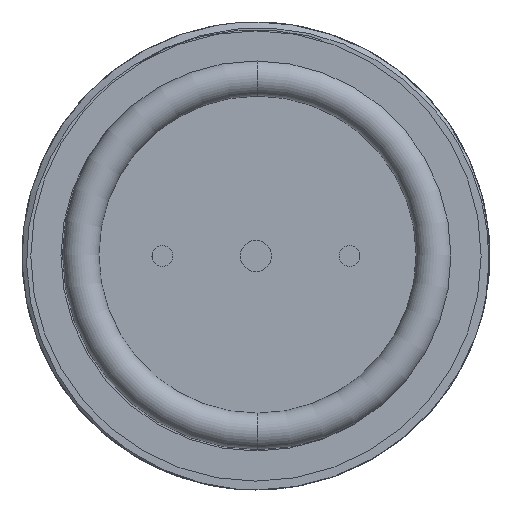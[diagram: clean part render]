
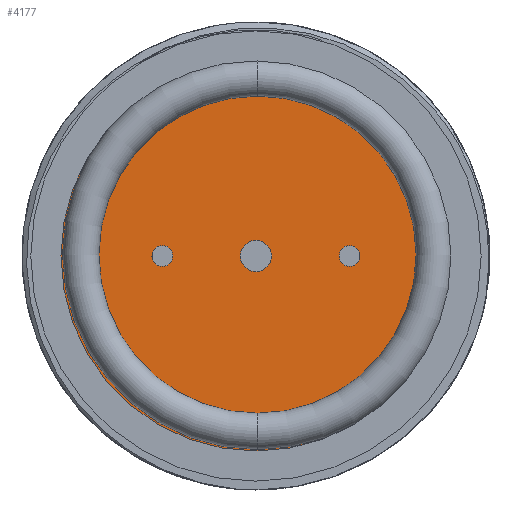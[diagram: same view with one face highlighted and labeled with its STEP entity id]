
A CAD part, front view. The second image highlights one B-rep face of the part: STEP entity #4177.
In plain terms, the highlighted planar face has unit normal (0, -1, 0).
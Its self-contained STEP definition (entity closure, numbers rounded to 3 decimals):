
#15 = DIRECTION ( 'NONE',  ( 0., -1., 0. ) ) ;
#16 = FACE_BOUND ( 'NONE', #5735, .T. ) ;
#55 = ORIENTED_EDGE ( 'NONE', *, *, #5062, .F. ) ;
#76 = DIRECTION ( 'NONE',  ( 0., -1., 0. ) ) ;
#121 = CARTESIAN_POINT ( 'NONE',  ( -9., 2.7, -1. ) ) ;
#132 = DIRECTION ( 'NONE',  ( 0., 0., -1. ) ) ;
#148 = CARTESIAN_POINT ( 'NONE',  ( -9., 2.7, 0. ) ) ;
#287 = ORIENTED_EDGE ( 'NONE', *, *, #737, .T. ) ;
#382 = DIRECTION ( 'NONE',  ( 0., 0., -1. ) ) ;
#605 = DIRECTION ( 'NONE',  ( 0., -1., 0. ) ) ;
#654 = EDGE_CURVE ( 'NONE', #1173, #5058, #2290, .T. ) ;
#679 = ORIENTED_EDGE ( 'NONE', *, *, #860, .F. ) ;
#737 = EDGE_CURVE ( 'NONE', #1244, #5356, #5879, .T. ) ;
#743 = AXIS2_PLACEMENT_3D ( 'NONE', #5837, #3145, #382 ) ;
#860 = EDGE_CURVE ( 'NONE', #5058, #1173, #4403, .T. ) ;
#872 = CARTESIAN_POINT ( 'NONE',  ( 9., 2.7, 1. ) ) ;
#1173 = VERTEX_POINT ( 'NONE', #121 ) ;
#1244 = VERTEX_POINT ( 'NONE', #2780 ) ;
#1264 = FACE_BOUND ( 'NONE', #4438, .T. ) ;
#1301 = DIRECTION ( 'NONE',  ( 0., -1., 0. ) ) ;
#1347 = DIRECTION ( 'NONE',  ( 0., -1., 0. ) ) ;
#1434 = CARTESIAN_POINT ( 'NONE',  ( 0., 2.7, -1.5 ) ) ;
#1631 = CIRCLE ( 'NONE', #4041, 18.75 ) ;
#1741 = DIRECTION ( 'NONE',  ( 0., -1., 0. ) ) ;
#1836 = DIRECTION ( 'NONE',  ( 0., 0., -1. ) ) ;
#1875 = EDGE_CURVE ( 'NONE', #1927, #2872, #3476, .T. ) ;
#1927 = VERTEX_POINT ( 'NONE', #872 ) ;
#1972 = DIRECTION ( 'NONE',  ( 0., -1., 0. ) ) ;
#2011 = DIRECTION ( 'NONE',  ( 0., -1., 0. ) ) ;
#2279 = CARTESIAN_POINT ( 'NONE',  ( -9., 2.7, 0. ) ) ;
#2290 = CIRCLE ( 'NONE', #3569, 1. ) ;
#2303 = EDGE_LOOP ( 'NONE', ( #3593, #3465 ) ) ;
#2492 = DIRECTION ( 'NONE',  ( 0., 0., -1. ) ) ;
#2494 = FACE_BOUND ( 'NONE', #2303, .T. ) ;
#2644 = EDGE_CURVE ( 'NONE', #2872, #1927, #2867, .T. ) ;
#2660 = ORIENTED_EDGE ( 'NONE', *, *, #4329, .F. ) ;
#2736 = VERTEX_POINT ( 'NONE', #3745 ) ;
#2780 = CARTESIAN_POINT ( 'NONE',  ( 0., 2.7, 18.75 ) ) ;
#2812 = CARTESIAN_POINT ( 'NONE',  ( 0., 2.7, 0. ) ) ;
#2840 = AXIS2_PLACEMENT_3D ( 'NONE', #2812, #15, #3240 ) ;
#2863 = CARTESIAN_POINT ( 'NONE',  ( 9., 2.7, 0. ) ) ;
#2867 = CIRCLE ( 'NONE', #5316, 1. ) ;
#2872 = VERTEX_POINT ( 'NONE', #2984 ) ;
#2984 = CARTESIAN_POINT ( 'NONE',  ( 9., 2.7, -1. ) ) ;
#3145 = DIRECTION ( 'NONE',  ( 0., -1., 0. ) ) ;
#3240 = DIRECTION ( 'NONE',  ( 0., 0., -1. ) ) ;
#3294 = DIRECTION ( 'NONE',  ( 0., 0., -1. ) ) ;
#3334 = ORIENTED_EDGE ( 'NONE', *, *, #4563, .T. ) ;
#3465 = ORIENTED_EDGE ( 'NONE', *, *, #1875, .F. ) ;
#3476 = CIRCLE ( 'NONE', #3717, 1. ) ;
#3569 = AXIS2_PLACEMENT_3D ( 'NONE', #148, #2011, #2492 ) ;
#3593 = ORIENTED_EDGE ( 'NONE', *, *, #2644, .F. ) ;
#3717 = AXIS2_PLACEMENT_3D ( 'NONE', #4025, #1301, #4483 ) ;
#3745 = CARTESIAN_POINT ( 'NONE',  ( 0., 2.7, 1.5 ) ) ;
#4014 = PLANE ( 'NONE',  #4451 ) ;
#4025 = CARTESIAN_POINT ( 'NONE',  ( 9., 2.7, 0. ) ) ;
#4041 = AXIS2_PLACEMENT_3D ( 'NONE', #4681, #1972, #5146 ) ;
#4082 = CARTESIAN_POINT ( 'NONE',  ( 0., 2.7, 0. ) ) ;
#4177 = ADVANCED_FACE ( 'NONE', ( #2494, #16, #1264, #4742 ), #4014, .T. ) ;
#4315 = CARTESIAN_POINT ( 'NONE',  ( 0., 2.7, -18.75 ) ) ;
#4329 = EDGE_CURVE ( 'NONE', #4470, #2736, #5511, .T. ) ;
#4403 = CIRCLE ( 'NONE', #4786, 1. ) ;
#4438 = EDGE_LOOP ( 'NONE', ( #2660, #55 ) ) ;
#4451 = AXIS2_PLACEMENT_3D ( 'NONE', #4463, #1741, #4924 ) ;
#4463 = CARTESIAN_POINT ( 'NONE',  ( 0., 2.7, 0. ) ) ;
#4470 = VERTEX_POINT ( 'NONE', #1434 ) ;
#4483 = DIRECTION ( 'NONE',  ( 0., 0., -1. ) ) ;
#4496 = AXIS2_PLACEMENT_3D ( 'NONE', #4082, #605, #132 ) ;
#4563 = EDGE_CURVE ( 'NONE', #5356, #1244, #1631, .T. ) ;
#4681 = CARTESIAN_POINT ( 'NONE',  ( 0., 2.7, 0. ) ) ;
#4742 = FACE_OUTER_BOUND ( 'NONE', #5191, .T. ) ;
#4786 = AXIS2_PLACEMENT_3D ( 'NONE', #2279, #1347, #1836 ) ;
#4924 = DIRECTION ( 'NONE',  ( 0., 0., -1. ) ) ;
#4942 = CARTESIAN_POINT ( 'NONE',  ( -9., 2.7, 1. ) ) ;
#4974 = CIRCLE ( 'NONE', #743, 1.5 ) ;
#5058 = VERTEX_POINT ( 'NONE', #4942 ) ;
#5062 = EDGE_CURVE ( 'NONE', #2736, #4470, #4974, .T. ) ;
#5146 = DIRECTION ( 'NONE',  ( 0., 0., -1. ) ) ;
#5191 = EDGE_LOOP ( 'NONE', ( #3334, #287 ) ) ;
#5316 = AXIS2_PLACEMENT_3D ( 'NONE', #2863, #76, #3294 ) ;
#5356 = VERTEX_POINT ( 'NONE', #4315 ) ;
#5511 = CIRCLE ( 'NONE', #2840, 1.5 ) ;
#5579 = ORIENTED_EDGE ( 'NONE', *, *, #654, .F. ) ;
#5735 = EDGE_LOOP ( 'NONE', ( #5579, #679 ) ) ;
#5837 = CARTESIAN_POINT ( 'NONE',  ( 0., 2.7, 0. ) ) ;
#5879 = CIRCLE ( 'NONE', #4496, 18.75 ) ;
